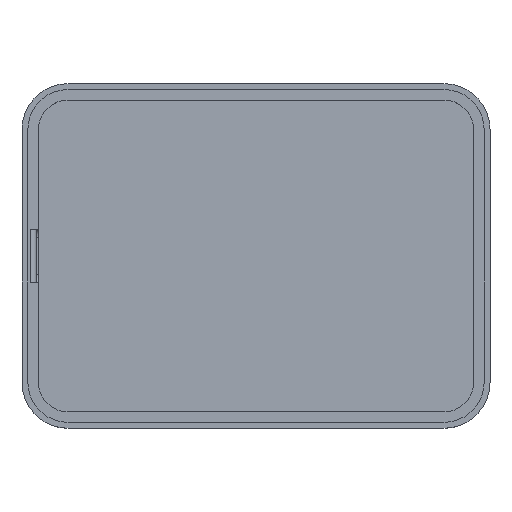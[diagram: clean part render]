
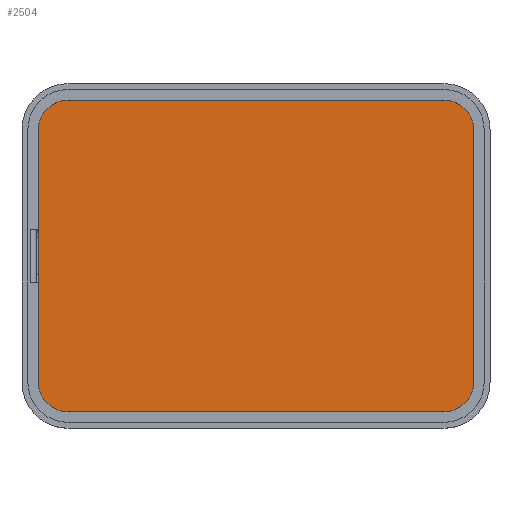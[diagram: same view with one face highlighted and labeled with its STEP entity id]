
A CAD part, top view. The second image highlights one B-rep face of the part: STEP entity #2504.
In plain terms, the highlighted planar face has unit normal (0, 0, 1).
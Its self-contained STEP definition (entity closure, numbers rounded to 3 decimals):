
#201=PLANE('',#2664);
#332=FACE_OUTER_BOUND('',#480,.T.);
#480=EDGE_LOOP('',(#2343,#2344,#2345,#2346,#2347,#2348,#2349,#2350));
#499=LINE('',#3275,#751);
#716=LINE('',#4421,#968);
#719=LINE('',#4429,#971);
#722=LINE('',#4437,#974);
#751=VECTOR('',#2717,10.);
#968=VECTOR('',#3150,10.);
#971=VECTOR('',#3159,10.);
#974=VECTOR('',#3168,10.);
#1023=CIRCLE('',#2641,5.037);
#1024=CIRCLE('',#2644,5.037);
#1025=CIRCLE('',#2647,5.037);
#1026=CIRCLE('',#2650,5.037);
#1058=VERTEX_POINT('',#3272);
#1059=VERTEX_POINT('',#3274);
#1259=VERTEX_POINT('',#4416);
#1260=VERTEX_POINT('',#4420);
#1261=VERTEX_POINT('',#4424);
#1262=VERTEX_POINT('',#4428);
#1263=VERTEX_POINT('',#4432);
#1264=VERTEX_POINT('',#4436);
#1301=EDGE_CURVE('',#1059,#1058,#499,.T.);
#1605=EDGE_CURVE('',#1058,#1259,#1023,.T.);
#1607=EDGE_CURVE('',#1259,#1260,#716,.T.);
#1609=EDGE_CURVE('',#1260,#1261,#1024,.T.);
#1611=EDGE_CURVE('',#1261,#1262,#719,.T.);
#1613=EDGE_CURVE('',#1262,#1263,#1025,.T.);
#1615=EDGE_CURVE('',#1263,#1264,#722,.T.);
#1617=EDGE_CURVE('',#1264,#1059,#1026,.T.);
#2343=ORIENTED_EDGE('',*,*,#1301,.T.);
#2344=ORIENTED_EDGE('',*,*,#1605,.T.);
#2345=ORIENTED_EDGE('',*,*,#1607,.T.);
#2346=ORIENTED_EDGE('',*,*,#1609,.T.);
#2347=ORIENTED_EDGE('',*,*,#1611,.T.);
#2348=ORIENTED_EDGE('',*,*,#1613,.T.);
#2349=ORIENTED_EDGE('',*,*,#1615,.T.);
#2350=ORIENTED_EDGE('',*,*,#1617,.T.);
#2504=ADVANCED_FACE('',(#332),#201,.F.);
#2641=AXIS2_PLACEMENT_3D('',#4417,#3145,#3146);
#2644=AXIS2_PLACEMENT_3D('',#4425,#3154,#3155);
#2647=AXIS2_PLACEMENT_3D('',#4433,#3163,#3164);
#2650=AXIS2_PLACEMENT_3D('',#4440,#3172,#3173);
#2664=AXIS2_PLACEMENT_3D('',#4469,#3209,#3210);
#2717=DIRECTION('',(0.,-1.,0.));
#3145=DIRECTION('center_axis',(0.,0.,1.));
#3146=DIRECTION('ref_axis',(0.,-1.,0.));
#3150=DIRECTION('',(1.,0.,0.));
#3154=DIRECTION('center_axis',(0.,0.,1.));
#3155=DIRECTION('ref_axis',(1.,0.,0.));
#3159=DIRECTION('',(0.,1.,0.));
#3163=DIRECTION('center_axis',(0.,0.,1.));
#3164=DIRECTION('ref_axis',(0.,1.,0.));
#3168=DIRECTION('',(-1.,0.,0.));
#3172=DIRECTION('center_axis',(0.,0.,1.));
#3173=DIRECTION('ref_axis',(-1.,0.,0.));
#3209=DIRECTION('center_axis',(0.,0.,-1.));
#3210=DIRECTION('ref_axis',(-1.,0.,0.));
#3272=CARTESIAN_POINT('',(0.936,-48.551,0.4));
#3274=CARTESIAN_POINT('',(0.936,-5.551,0.4));
#3275=CARTESIAN_POINT('',(0.936,-37.801,0.4));
#4416=CARTESIAN_POINT('',(5.973,-53.588,0.4));
#4417=CARTESIAN_POINT('Origin',(5.973,-48.551,0.4));
#4420=CARTESIAN_POINT('',(69.973,-53.588,0.4));
#4421=CARTESIAN_POINT('',(53.973,-53.588,0.4));
#4424=CARTESIAN_POINT('',(75.01,-48.551,0.4));
#4425=CARTESIAN_POINT('Origin',(69.973,-48.551,0.4));
#4428=CARTESIAN_POINT('',(75.01,-5.551,0.4));
#4429=CARTESIAN_POINT('',(75.01,-16.301,0.4));
#4432=CARTESIAN_POINT('',(69.973,-0.514,0.4));
#4433=CARTESIAN_POINT('Origin',(69.973,-5.551,0.4));
#4436=CARTESIAN_POINT('',(5.973,-0.514,0.4));
#4437=CARTESIAN_POINT('',(21.973,-0.514,0.4));
#4440=CARTESIAN_POINT('Origin',(5.973,-5.551,0.4));
#4469=CARTESIAN_POINT('Origin',(37.973,-27.051,0.4));
